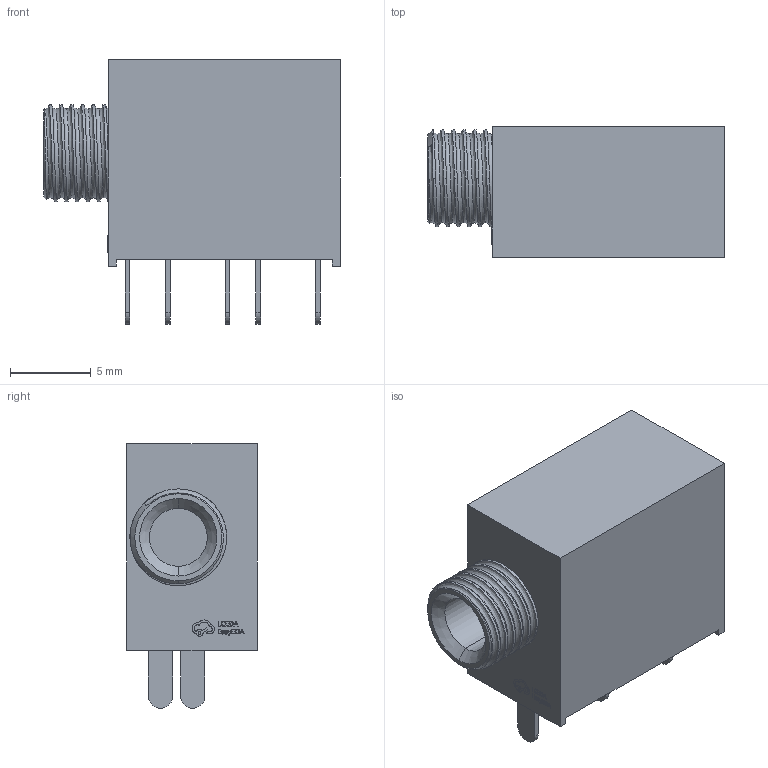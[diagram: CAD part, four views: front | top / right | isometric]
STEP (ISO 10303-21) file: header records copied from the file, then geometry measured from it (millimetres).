
FILE_DESCRIPTION(('FreeCAD Model'),'2;1');
FILE_NAME('Open CASCADE Shape Model','2024-05-30T11:28:30',('Author'),( ''),'Open CASCADE STEP processor 7.6','FreeCAD','Unknown');
FILE_SCHEMA(('AUTOMOTIVE_DESIGN { 1 0 10303 214 1 1 1 1 }'));
Length unit declared in the file: millimetre
Products named in the file (4): yJn7-U1; AUDIO-TH_PJ-325M; COMPOUND001; COMPOUND
Assembly tree (3 placements, depth 4):
  yJn7-U1
    AUDIO-TH_PJ-325M
      COMPOUND001
        COMPOUND
Bounding box: 18.4 x 8.1 x 16.4 mm (x, y, z)
Volume: 1517.3 mm3; surface area: 1015.3 mm2
Topology: 1 solids, 1 shells, 287 faces, 775 edges, 516 vertices
Faces by surface type: plane 159, bspline 100, cylinder 24, cone 4
Entity records: 12957 total; most frequent: CARTESIAN_POINT 4400, ORIENTED_EDGE 1550, DIRECTION 955, EDGE_CURVE 775, VERTEX_POINT 516, LINE 511, VECTOR 511, FACE_BOUND 313
